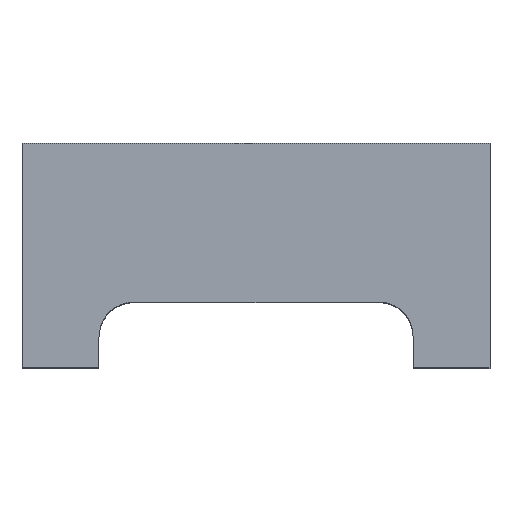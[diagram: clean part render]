
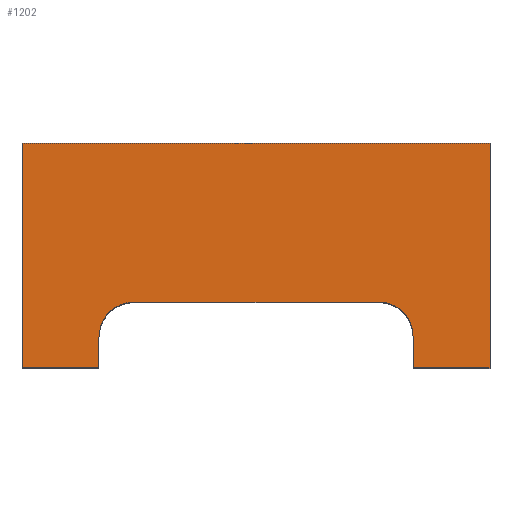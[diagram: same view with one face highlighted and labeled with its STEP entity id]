
A CAD part, top view. The second image highlights one B-rep face of the part: STEP entity #1202.
In plain terms, the highlighted planar face has unit normal (0, 0, 1).
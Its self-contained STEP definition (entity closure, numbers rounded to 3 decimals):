
#9=DIRECTION('',(1.,0.,0.));
#10=VECTOR('',#9,175.);
#11=CARTESIAN_POINT('',(-532.5,0.,418.));
#12=LINE('',#11,#10);
#25=DIRECTION('',(1.,0.,0.));
#26=VECTOR('',#25,175.);
#27=CARTESIAN_POINT('',(357.5,0.,418.));
#28=LINE('',#27,#26);
#73=CARTESIAN_POINT('',(-277.46,70.,418.));
#74=DIRECTION('',(0.,0.,-1.));
#75=DIRECTION('',(-1.,0.,0.));
#76=AXIS2_PLACEMENT_3D('',#73,#74,#75);
#78=DIRECTION('',(0.,1.,0.));
#79=VECTOR('',#78,70.);
#80=CARTESIAN_POINT('',(-357.5,0.,418.));
#81=LINE('',#80,#79);
#82=DIRECTION('',(0.,1.,0.));
#83=VECTOR('',#82,511.);
#84=CARTESIAN_POINT('',(-532.5,0.,418.));
#85=LINE('',#84,#83);
#86=DIRECTION('',(0.,1.,0.));
#87=VECTOR('',#86,70.);
#88=CARTESIAN_POINT('',(357.5,0.,418.));
#89=LINE('',#88,#87);
#90=CARTESIAN_POINT('',(280.,72.461,418.));
#91=DIRECTION('',(0.,0.,-1.));
#92=DIRECTION('',(0.,1.,0.));
#93=AXIS2_PLACEMENT_3D('',#90,#91,#92);
#95=DIRECTION('',(1.,0.,0.));
#96=VECTOR('',#95,560.);
#97=CARTESIAN_POINT('',(-280.,150.,418.));
#98=LINE('',#97,#96);
#371=DIRECTION('',(1.,0.,0.));
#372=VECTOR('',#371,1065.);
#373=CARTESIAN_POINT('',(-532.5,511.,418.));
#374=LINE('',#373,#372);
#421=DIRECTION('',(0.,1.,0.));
#422=VECTOR('',#421,511.);
#423=CARTESIAN_POINT('',(532.5,0.,418.));
#424=LINE('',#423,#422);
#797=CARTESIAN_POINT('',(-532.5,511.,418.));
#798=CARTESIAN_POINT('',(532.5,511.,418.));
#799=VERTEX_POINT('',#797);
#800=VERTEX_POINT('',#798);
#807=CARTESIAN_POINT('',(-532.5,0.,418.));
#808=VERTEX_POINT('',#807);
#809=CARTESIAN_POINT('',(532.5,0.,418.));
#810=VERTEX_POINT('',#809);
#821=CARTESIAN_POINT('',(-357.5,0.,418.));
#822=VERTEX_POINT('',#821);
#823=CARTESIAN_POINT('',(357.5,0.,418.));
#824=VERTEX_POINT('',#823);
#829=CARTESIAN_POINT('',(-280.,150.,418.));
#830=CARTESIAN_POINT('',(280.,150.,418.));
#831=VERTEX_POINT('',#829);
#832=VERTEX_POINT('',#830);
#845=CARTESIAN_POINT('',(-357.5,70.,418.));
#846=VERTEX_POINT('',#845);
#847=CARTESIAN_POINT('',(357.5,70.,418.));
#848=VERTEX_POINT('',#847);
#1178=CARTESIAN_POINT('',(-532.5,0.,418.));
#1179=DIRECTION('',(0.,0.,1.));
#1180=DIRECTION('',(1.,0.,0.));
#1181=AXIS2_PLACEMENT_3D('',#1178,#1179,#1180);
#1182=PLANE('',#1181);
#1184=ORIENTED_EDGE('',*,*,#1183,.F.);
#1186=ORIENTED_EDGE('',*,*,#1185,.F.);
#1187=ORIENTED_EDGE('',*,*,#1156,.F.);
#1188=ORIENTED_EDGE('',*,*,#1060,.F.);
#1190=ORIENTED_EDGE('',*,*,#1189,.T.);
#1192=ORIENTED_EDGE('',*,*,#1191,.T.);
#1194=ORIENTED_EDGE('',*,*,#1193,.F.);
#1195=ORIENTED_EDGE('',*,*,#1076,.F.);
#1197=ORIENTED_EDGE('',*,*,#1196,.T.);
#1199=ORIENTED_EDGE('',*,*,#1198,.F.);
#1200=EDGE_LOOP('',(#1184,#1186,#1187,#1188,#1190,#1192,#1194,#1195,#1197,
#1199));
#1201=FACE_OUTER_BOUND('',#1200,.F.);
#1202=ADVANCED_FACE('',(#1201),#1182,.T.);
#77=CIRCLE('',#76,80.04);
#94=CIRCLE('',#93,77.539);
#1060=EDGE_CURVE('',#808,#822,#12,.T.);
#1076=EDGE_CURVE('',#824,#810,#28,.T.);
#1156=EDGE_CURVE('',#822,#846,#81,.T.);
#1183=EDGE_CURVE('',#831,#832,#98,.T.);
#1185=EDGE_CURVE('',#846,#831,#77,.T.);
#1189=EDGE_CURVE('',#808,#799,#85,.T.);
#1191=EDGE_CURVE('',#799,#800,#374,.T.);
#1193=EDGE_CURVE('',#810,#800,#424,.T.);
#1196=EDGE_CURVE('',#824,#848,#89,.T.);
#1198=EDGE_CURVE('',#832,#848,#94,.T.);
